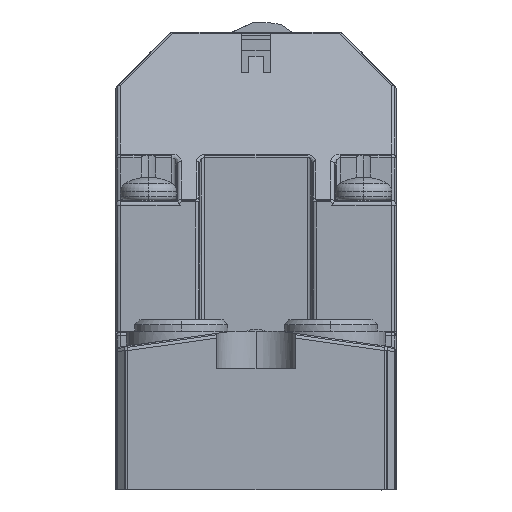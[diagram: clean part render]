
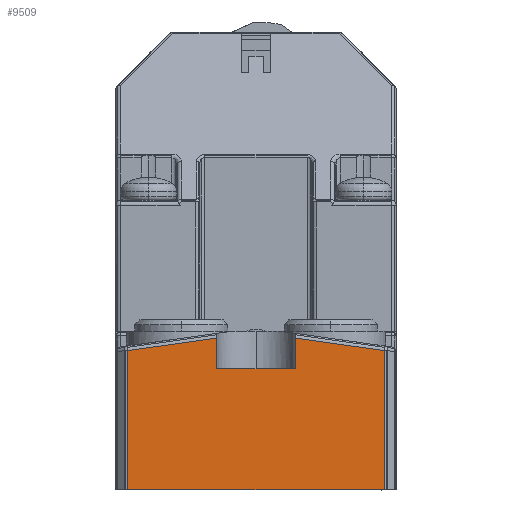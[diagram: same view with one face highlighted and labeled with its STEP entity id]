
A CAD part, front view. The second image highlights one B-rep face of the part: STEP entity #9509.
In plain terms, the highlighted planar face has unit normal (0, -1, 0).
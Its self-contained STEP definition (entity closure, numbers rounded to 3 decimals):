
#9468=AXIS2_PLACEMENT_3D('Plane Axis2P3D',#9465,#9466,#9467) ;
#6091=CARTESIAN_POINT('Vertex',(28.743,0.,0.)) ;
#6094=CARTESIAN_POINT('Line Origine',(15.,0.,0.)) ;
#6098=CARTESIAN_POINT('Vertex',(1.257,0.,0.)) ;
#8726=CARTESIAN_POINT('Vertex',(28.743,0.,14.915)) ;
#8812=CARTESIAN_POINT('Vertex',(10.8,0.,13.)) ;
#8815=CARTESIAN_POINT('Line Origine',(15.,0.,13.)) ;
#8819=CARTESIAN_POINT('Vertex',(19.2,0.,13.)) ;
#8850=CARTESIAN_POINT('Vertex',(1.257,0.,14.915)) ;
#9441=CARTESIAN_POINT('Line Origine',(1.257,0.,0.)) ;
#9465=CARTESIAN_POINT('Axis2P3D Location',(30.,0.,0.)) ;
#9470=CARTESIAN_POINT('Line Origine',(6.029,0.,15.586)) ;
#9474=CARTESIAN_POINT('Vertex',(10.8,0.,16.256)) ;
#9477=CARTESIAN_POINT('Line Origine',(28.743,0.,7.458)) ;
#9482=CARTESIAN_POINT('Line Origine',(23.971,0.,15.586)) ;
#9486=CARTESIAN_POINT('Vertex',(19.2,0.,16.256)) ;
#9489=CARTESIAN_POINT('Line Origine',(19.2,0.,14.628)) ;
#9494=CARTESIAN_POINT('Line Origine',(10.8,0.,14.628)) ;
#6095=DIRECTION('Vector Direction',(1.,0.,0.)) ;
#8816=DIRECTION('Vector Direction',(-1.,0.,0.)) ;
#9442=DIRECTION('Vector Direction',(0.,0.,1.)) ;
#9466=DIRECTION('Axis2P3D Direction',(0.,-1.,0.)) ;
#9467=DIRECTION('Axis2P3D XDirection',(0.,0.,-1.)) ;
#9471=DIRECTION('Vector Direction',(0.99,0.,0.139)) ;
#9478=DIRECTION('Vector Direction',(0.,0.,-1.)) ;
#9483=DIRECTION('Vector Direction',(0.99,0.,-0.139)) ;
#9490=DIRECTION('Vector Direction',(0.,0.,-1.)) ;
#9495=DIRECTION('Vector Direction',(0.,0.,1.)) ;
#6096=VECTOR('Line Direction',#6095,1.) ;
#8817=VECTOR('Line Direction',#8816,1.) ;
#9443=VECTOR('Line Direction',#9442,1.) ;
#9472=VECTOR('Line Direction',#9471,1.) ;
#9479=VECTOR('Line Direction',#9478,1.) ;
#9484=VECTOR('Line Direction',#9483,1.) ;
#9491=VECTOR('Line Direction',#9490,1.) ;
#9496=VECTOR('Line Direction',#9495,1.) ;
#9500=ORIENTED_EDGE('',*,*,#9476,.F.) ;
#9501=ORIENTED_EDGE('',*,*,#9445,.F.) ;
#9502=ORIENTED_EDGE('',*,*,#6100,.T.) ;
#9503=ORIENTED_EDGE('',*,*,#9481,.F.) ;
#9504=ORIENTED_EDGE('',*,*,#9488,.F.) ;
#9505=ORIENTED_EDGE('',*,*,#9493,.T.) ;
#9506=ORIENTED_EDGE('',*,*,#8821,.T.) ;
#9507=ORIENTED_EDGE('',*,*,#9498,.T.) ;
#9509=ADVANCED_FACE('Hauptk\X2\00F6\X0\rper',(#9508),#9469,.T.) ;
#6100=EDGE_CURVE('',#6099,#6092,#6097,.T.) ;
#8821=EDGE_CURVE('',#8820,#8813,#8818,.T.) ;
#9445=EDGE_CURVE('',#6099,#8851,#9444,.T.) ;
#9476=EDGE_CURVE('',#8851,#9475,#9473,.T.) ;
#9481=EDGE_CURVE('',#8727,#6092,#9480,.T.) ;
#9488=EDGE_CURVE('',#9487,#8727,#9485,.T.) ;
#9493=EDGE_CURVE('',#9487,#8820,#9492,.T.) ;
#9498=EDGE_CURVE('',#8813,#9475,#9497,.T.) ;
#9499=EDGE_LOOP('',(#9500,#9501,#9502,#9503,#9504,#9505,#9506,#9507)) ;
#9508=FACE_OUTER_BOUND('',#9499,.T.) ;
#6097=LINE('Line',#6094,#6096) ;
#8818=LINE('Line',#8815,#8817) ;
#9444=LINE('Line',#9441,#9443) ;
#9473=LINE('Line',#9470,#9472) ;
#9480=LINE('Line',#9477,#9479) ;
#9485=LINE('Line',#9482,#9484) ;
#9492=LINE('Line',#9489,#9491) ;
#9497=LINE('Line',#9494,#9496) ;
#9469=PLANE('',#9468) ;
#6092=VERTEX_POINT('',#6091) ;
#6099=VERTEX_POINT('',#6098) ;
#8727=VERTEX_POINT('',#8726) ;
#8813=VERTEX_POINT('',#8812) ;
#8820=VERTEX_POINT('',#8819) ;
#8851=VERTEX_POINT('',#8850) ;
#9475=VERTEX_POINT('',#9474) ;
#9487=VERTEX_POINT('',#9486) ;
